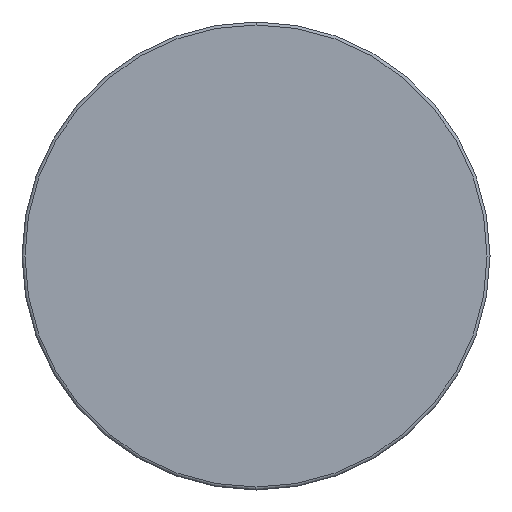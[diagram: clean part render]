
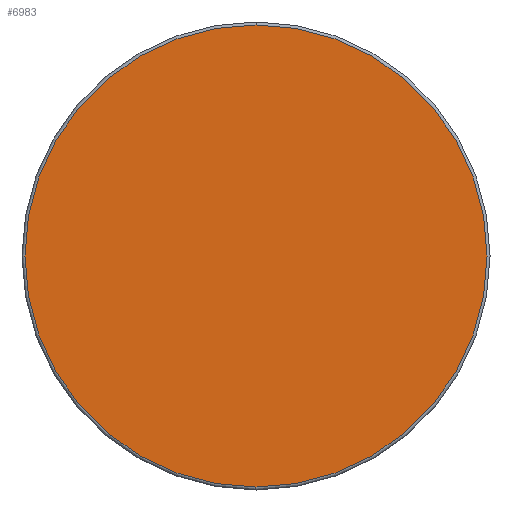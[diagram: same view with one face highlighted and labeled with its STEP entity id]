
A CAD part, left-side view. The second image highlights one B-rep face of the part: STEP entity #6983.
In plain terms, the highlighted planar face has unit normal (-1, 0, 0).
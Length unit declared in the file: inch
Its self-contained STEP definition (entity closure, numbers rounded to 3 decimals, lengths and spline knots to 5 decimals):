
#1412 = CIRCLE ( 'NONE', #8432, 2.325 ) ;
#2488 = CIRCLE ( 'NONE', #11814, 2.325 ) ;
#4681 = PLANE ( 'NONE',  #7868 ) ;
#4726 = CARTESIAN_POINT ( 'NONE',  ( -13.1343, 0., 0. ) ) ;
#4728 = DIRECTION ( 'NONE',  ( -1., 0., 0. ) ) ;
#4730 = DIRECTION ( 'NONE',  ( 0., 0., 1. ) ) ;
#5228 = FACE_OUTER_BOUND ( 'NONE', #16233, .T. ) ;
#5873 = EDGE_CURVE ( 'NONE', #13443, #13321, #2488, .T. ) ;
#6983 = ADVANCED_FACE ( 'NONE', ( #5228 ), #4681, .T. ) ;
#7350 = CARTESIAN_POINT ( 'NONE',  ( -13.1343, 0., 0. ) ) ;
#7357 = DIRECTION ( 'NONE',  ( -1., 0., 0. ) ) ;
#7374 = DIRECTION ( 'NONE',  ( 0., 0., 1. ) ) ;
#7868 = AXIS2_PLACEMENT_3D ( 'NONE', #4726, #4728, #4730 ) ;
#8295 = ORIENTED_EDGE ( 'NONE', *, *, #11253, .T. ) ;
#8298 = ORIENTED_EDGE ( 'NONE', *, *, #5873, .T. ) ;
#8432 = AXIS2_PLACEMENT_3D ( 'NONE', #18372, #18202, #18154 ) ;
#11253 = EDGE_CURVE ( 'NONE', #13321, #13443, #1412, .T. ) ;
#11814 = AXIS2_PLACEMENT_3D ( 'NONE', #7350, #7357, #7374 ) ;
#13321 = VERTEX_POINT ( 'NONE', #16828 ) ;
#13443 = VERTEX_POINT ( 'NONE', #16950 ) ;
#16233 = EDGE_LOOP ( 'NONE', ( #8295, #8298 ) ) ;
#16828 = CARTESIAN_POINT ( 'NONE',  ( -13.1343, 0., 2.325 ) ) ;
#16950 = CARTESIAN_POINT ( 'NONE',  ( -13.1343, 0., -2.325 ) ) ;
#18154 = DIRECTION ( 'NONE',  ( 0., 0., 1. ) ) ;
#18202 = DIRECTION ( 'NONE',  ( -1., 0., 0. ) ) ;
#18372 = CARTESIAN_POINT ( 'NONE',  ( -13.1343, 0., 0. ) ) ;
